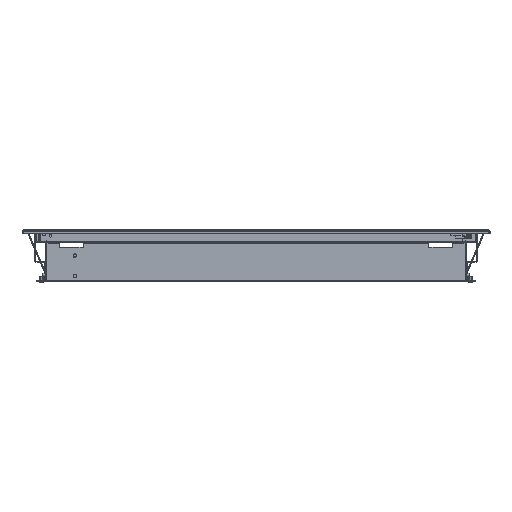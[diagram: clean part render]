
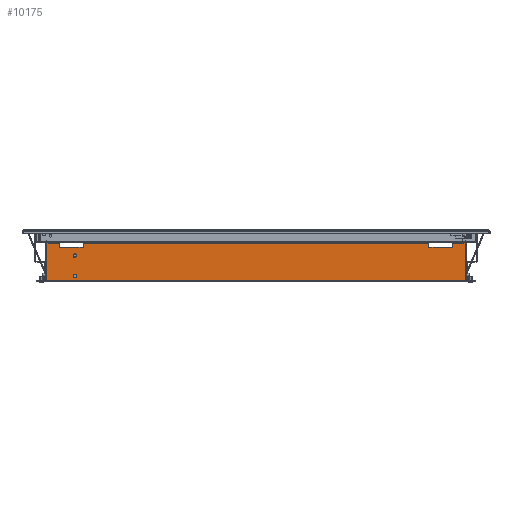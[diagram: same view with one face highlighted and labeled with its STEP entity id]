
A CAD part, front view. The second image highlights one B-rep face of the part: STEP entity #10175.
In plain terms, the highlighted planar face has unit normal (0, -1, 0).
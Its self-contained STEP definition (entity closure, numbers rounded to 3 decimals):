
#167 = EDGE_CURVE ( 'NONE', #10301, #688, #2346, .T. ) ;
#391 = LINE ( 'NONE', #7432, #6430 ) ;
#688 = VERTEX_POINT ( 'NONE', #17140 ) ;
#713 = FACE_BOUND ( 'NONE', #7419, .T. ) ;
#724 = LINE ( 'NONE', #7769, #15619 ) ;
#849 = CARTESIAN_POINT ( 'NONE',  ( 43., -1984., -22.5 ) ) ;
#910 = VECTOR ( 'NONE', #3493, 1000. ) ;
#918 = DIRECTION ( 'NONE',  ( 0., -1., 0. ) ) ;
#955 = VERTEX_POINT ( 'NONE', #5833 ) ;
#1293 = DIRECTION ( 'NONE',  ( 1., 0., 0. ) ) ;
#1350 = VERTEX_POINT ( 'NONE', #14445 ) ;
#1377 = EDGE_CURVE ( 'NONE', #22524, #1350, #391, .T. ) ;
#1399 = VERTEX_POINT ( 'NONE', #3967 ) ;
#1671 = CARTESIAN_POINT ( 'NONE',  ( 105., -1984., -30. ) ) ;
#1868 = DIRECTION ( 'NONE',  ( 0., 0., -1. ) ) ;
#1972 = CARTESIAN_POINT ( 'NONE',  ( 700., -1984., -30. ) ) ;
#2191 = ORIENTED_EDGE ( 'NONE', *, *, #9829, .F. ) ;
#2237 = CARTESIAN_POINT ( 'NONE',  ( 91., -1984., -82. ) ) ;
#2317 = EDGE_CURVE ( 'NONE', #11791, #955, #18914, .T. ) ;
#2346 = LINE ( 'NONE', #7209, #13443 ) ;
#2463 = FACE_BOUND ( 'NONE', #19937, .T. ) ;
#2476 = LINE ( 'NONE', #10908, #9882 ) ;
#2601 = EDGE_CURVE ( 'NONE', #22741, #8000, #724, .T. ) ;
#3196 = ORIENTED_EDGE ( 'NONE', *, *, #3568, .F. ) ;
#3262 = LINE ( 'NONE', #17304, #910 ) ;
#3493 = DIRECTION ( 'NONE',  ( 1., 0., 0. ) ) ;
#3560 = LINE ( 'NONE', #11238, #13847 ) ;
#3568 = EDGE_CURVE ( 'NONE', #16625, #10391, #13446, .T. ) ;
#3834 = ORIENTED_EDGE ( 'NONE', *, *, #12528, .F. ) ;
#3967 = CARTESIAN_POINT ( 'NONE',  ( 762., -1984., -22.5 ) ) ;
#4063 = DIRECTION ( 'NONE',  ( 0., 0., 1. ) ) ;
#4172 = ORIENTED_EDGE ( 'NONE', *, *, #1377, .F. ) ;
#4233 = AXIS2_PLACEMENT_3D ( 'NONE', #17102, #13877, #22635 ) ;
#4253 = CARTESIAN_POINT ( 'NONE',  ( 91., -1984., -44. ) ) ;
#4794 = ORIENTED_EDGE ( 'NONE', *, *, #4980, .F. ) ;
#4874 = ORIENTED_EDGE ( 'NONE', *, *, #167, .F. ) ;
#4980 = EDGE_CURVE ( 'NONE', #1399, #22524, #12363, .T. ) ;
#5384 = CARTESIAN_POINT ( 'NONE',  ( 700., -1984., 0. ) ) ;
#5796 = EDGE_CURVE ( 'NONE', #1350, #22741, #12644, .T. ) ;
#5833 = CARTESIAN_POINT ( 'NONE',  ( 91., -1984., -47. ) ) ;
#5864 = DIRECTION ( 'NONE',  ( 0., -1., 0. ) ) ;
#6315 = VERTEX_POINT ( 'NONE', #11655 ) ;
#6350 = ORIENTED_EDGE ( 'NONE', *, *, #5796, .F. ) ;
#6430 = VECTOR ( 'NONE', #16070, 1000. ) ;
#7059 = EDGE_CURVE ( 'NONE', #20958, #11719, #14484, .T. ) ;
#7195 = CIRCLE ( 'NONE', #4233, 3. ) ;
#7209 = CARTESIAN_POINT ( 'NONE',  ( 740., -1984., 0. ) ) ;
#7284 = EDGE_CURVE ( 'NONE', #7734, #10301, #10051, .T. ) ;
#7419 = EDGE_LOOP ( 'NONE', ( #9287, #2191 ) ) ;
#7432 = CARTESIAN_POINT ( 'NONE',  ( 762., -1984., -86.5 ) ) ;
#7464 = DIRECTION ( 'NONE',  ( 0., 0., 1. ) ) ;
#7724 = DIRECTION ( 'NONE',  ( 0., 0., -1. ) ) ;
#7734 = VERTEX_POINT ( 'NONE', #1972 ) ;
#7769 = CARTESIAN_POINT ( 'NONE',  ( 43., -1984., -22.5 ) ) ;
#7816 = CARTESIAN_POINT ( 'NONE',  ( 762., -1984., -86.5 ) ) ;
#8000 = VERTEX_POINT ( 'NONE', #17512 ) ;
#8002 = ORIENTED_EDGE ( 'NONE', *, *, #8521, .F. ) ;
#8521 = EDGE_CURVE ( 'NONE', #6315, #19722, #11125, .T. ) ;
#9287 = ORIENTED_EDGE ( 'NONE', *, *, #2317, .F. ) ;
#9416 = AXIS2_PLACEMENT_3D ( 'NONE', #16129, #5864, #17970 ) ;
#9467 = CARTESIAN_POINT ( 'NONE',  ( 91., -1984., -76. ) ) ;
#9829 = EDGE_CURVE ( 'NONE', #955, #11791, #7195, .T. ) ;
#9882 = VECTOR ( 'NONE', #18253, 1000. ) ;
#10051 = LINE ( 'NONE', #15230, #10573 ) ;
#10175 = ADVANCED_FACE ( 'NONE', ( #713, #16400, #2463 ), #22135, .T. ) ;
#10301 = VERTEX_POINT ( 'NONE', #19584 ) ;
#10391 = VERTEX_POINT ( 'NONE', #9467 ) ;
#10508 = EDGE_CURVE ( 'NONE', #10391, #16625, #17127, .T. ) ;
#10573 = VECTOR ( 'NONE', #1293, 1000. ) ;
#10580 = ORIENTED_EDGE ( 'NONE', *, *, #7284, .F. ) ;
#10776 = CARTESIAN_POINT ( 'NONE',  ( 91., -1984., -41. ) ) ;
#10908 = CARTESIAN_POINT ( 'NONE',  ( 105., -1984., 0. ) ) ;
#10921 = ORIENTED_EDGE ( 'NONE', *, *, #2601, .F. ) ;
#11125 = LINE ( 'NONE', #849, #18529 ) ;
#11238 = CARTESIAN_POINT ( 'NONE',  ( 65., -1984., 0. ) ) ;
#11530 = VECTOR ( 'NONE', #1868, 1000. ) ;
#11655 = CARTESIAN_POINT ( 'NONE',  ( 105., -1984., -22.5 ) ) ;
#11719 = VERTEX_POINT ( 'NONE', #1671 ) ;
#11791 = VERTEX_POINT ( 'NONE', #10776 ) ;
#11886 = DIRECTION ( 'NONE',  ( 0., -1., 0. ) ) ;
#12054 = EDGE_CURVE ( 'NONE', #688, #1399, #3262, .T. ) ;
#12363 = LINE ( 'NONE', #17660, #11530 ) ;
#12528 = EDGE_CURVE ( 'NONE', #19722, #7734, #17605, .T. ) ;
#12644 = LINE ( 'NONE', #21282, #12904 ) ;
#12904 = VECTOR ( 'NONE', #7464, 1000. ) ;
#13205 = CARTESIAN_POINT ( 'NONE',  ( 65., -1984., -30. ) ) ;
#13240 = VECTOR ( 'NONE', #16323, 1000. ) ;
#13305 = CARTESIAN_POINT ( 'NONE',  ( 700., -1984., -22.5 ) ) ;
#13443 = VECTOR ( 'NONE', #4063, 1000. ) ;
#13446 = CIRCLE ( 'NONE', #9416, 3. ) ;
#13847 = VECTOR ( 'NONE', #21814, 1000. ) ;
#13877 = DIRECTION ( 'NONE',  ( 0., -1., 0. ) ) ;
#14148 = EDGE_CURVE ( 'NONE', #8000, #20958, #3560, .T. ) ;
#14445 = CARTESIAN_POINT ( 'NONE',  ( 43., -1984., -86.5 ) ) ;
#14457 = ORIENTED_EDGE ( 'NONE', *, *, #16627, .F. ) ;
#14484 = LINE ( 'NONE', #14709, #13240 ) ;
#14709 = CARTESIAN_POINT ( 'NONE',  ( 0., -1984., -30. ) ) ;
#14724 = DIRECTION ( 'NONE',  ( 0., -1., 0. ) ) ;
#14776 = DIRECTION ( 'NONE',  ( 1., 0., 0. ) ) ;
#15230 = CARTESIAN_POINT ( 'NONE',  ( 0., -1984., -30. ) ) ;
#15619 = VECTOR ( 'NONE', #14776, 1000. ) ;
#16070 = DIRECTION ( 'NONE',  ( -1., 0., 0. ) ) ;
#16129 = CARTESIAN_POINT ( 'NONE',  ( 91., -1984., -79. ) ) ;
#16323 = DIRECTION ( 'NONE',  ( 1., 0., 0. ) ) ;
#16400 = FACE_OUTER_BOUND ( 'NONE', #20175, .T. ) ;
#16470 = ORIENTED_EDGE ( 'NONE', *, *, #12054, .F. ) ;
#16503 = CARTESIAN_POINT ( 'NONE',  ( 0., -1984., 0. ) ) ;
#16625 = VERTEX_POINT ( 'NONE', #2237 ) ;
#16627 = EDGE_CURVE ( 'NONE', #11719, #6315, #2476, .T. ) ;
#16700 = CARTESIAN_POINT ( 'NONE',  ( 91., -1984., -79. ) ) ;
#17102 = CARTESIAN_POINT ( 'NONE',  ( 91., -1984., -44. ) ) ;
#17127 = CIRCLE ( 'NONE', #18227, 3. ) ;
#17140 = CARTESIAN_POINT ( 'NONE',  ( 740., -1984., -22.5 ) ) ;
#17304 = CARTESIAN_POINT ( 'NONE',  ( 43., -1984., -22.5 ) ) ;
#17512 = CARTESIAN_POINT ( 'NONE',  ( 65., -1984., -22.5 ) ) ;
#17605 = LINE ( 'NONE', #5384, #18959 ) ;
#17660 = CARTESIAN_POINT ( 'NONE',  ( 762., -1984., -89. ) ) ;
#17970 = DIRECTION ( 'NONE',  ( 0., 0., -1. ) ) ;
#18227 = AXIS2_PLACEMENT_3D ( 'NONE', #16700, #918, #21671 ) ;
#18253 = DIRECTION ( 'NONE',  ( 0., 0., 1. ) ) ;
#18265 = DIRECTION ( 'NONE',  ( 1., 0., 0. ) ) ;
#18529 = VECTOR ( 'NONE', #18265, 1000. ) ;
#18907 = DIRECTION ( 'NONE',  ( 0., 0., -1. ) ) ;
#18914 = CIRCLE ( 'NONE', #19660, 3. ) ;
#18959 = VECTOR ( 'NONE', #22544, 1000. ) ;
#19584 = CARTESIAN_POINT ( 'NONE',  ( 740., -1984., -30. ) ) ;
#19651 = CARTESIAN_POINT ( 'NONE',  ( 43., -1984., -22.5 ) ) ;
#19660 = AXIS2_PLACEMENT_3D ( 'NONE', #4253, #14724, #7724 ) ;
#19722 = VERTEX_POINT ( 'NONE', #13305 ) ;
#19937 = EDGE_LOOP ( 'NONE', ( #22661, #3196 ) ) ;
#20175 = EDGE_LOOP ( 'NONE', ( #20588, #10921, #6350, #4172, #4794, #16470, #4874, #10580, #3834, #8002, #14457, #21107 ) ) ;
#20588 = ORIENTED_EDGE ( 'NONE', *, *, #14148, .F. ) ;
#20784 = AXIS2_PLACEMENT_3D ( 'NONE', #16503, #11886, #18907 ) ;
#20958 = VERTEX_POINT ( 'NONE', #13205 ) ;
#21107 = ORIENTED_EDGE ( 'NONE', *, *, #7059, .F. ) ;
#21282 = CARTESIAN_POINT ( 'NONE',  ( 43., -1984., -21.5 ) ) ;
#21671 = DIRECTION ( 'NONE',  ( 0., 0., -1. ) ) ;
#21814 = DIRECTION ( 'NONE',  ( 0., 0., -1. ) ) ;
#22135 = PLANE ( 'NONE',  #20784 ) ;
#22524 = VERTEX_POINT ( 'NONE', #7816 ) ;
#22544 = DIRECTION ( 'NONE',  ( 0., 0., -1. ) ) ;
#22635 = DIRECTION ( 'NONE',  ( 0., 0., -1. ) ) ;
#22661 = ORIENTED_EDGE ( 'NONE', *, *, #10508, .F. ) ;
#22741 = VERTEX_POINT ( 'NONE', #19651 ) ;
